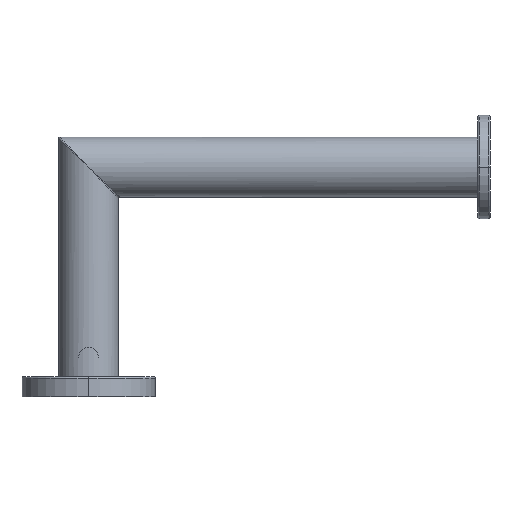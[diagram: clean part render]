
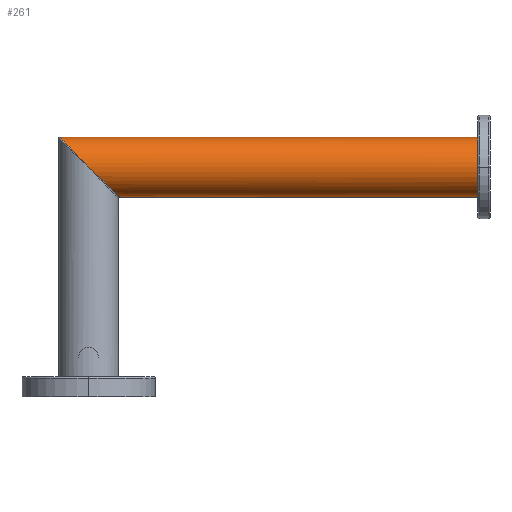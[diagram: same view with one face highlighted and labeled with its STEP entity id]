
A CAD part, front view. The second image highlights one B-rep face of the part: STEP entity #261.
In plain terms, the highlighted cylindrical face has radius 9.995 mm (diameter 19.99 mm), a partial arc.
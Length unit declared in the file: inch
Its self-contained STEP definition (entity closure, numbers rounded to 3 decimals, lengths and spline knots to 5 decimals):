
#70=DIRECTION('',(1.,0.,0.));
#71=VECTOR('',#70,5.4915);
#72=CARTESIAN_POINT('',(-0.3735,0.,
3.1495));
#73=LINE('',#72,#71);
#74=CARTESIAN_POINT('',(5.118,0.,2.756));
#75=DIRECTION('',(1.,0.,0.));
#76=DIRECTION('',(0.,0.,1.));
#77=AXIS2_PLACEMENT_3D('',#74,#75,#76);
#79=CARTESIAN_POINT('',(0.4135,0.,2.3625));
#80=CARTESIAN_POINT('',(0.4135,-0.01827,2.3625));
#81=CARTESIAN_POINT('',(0.41081,-0.05544,2.36506));
#82=CARTESIAN_POINT('',(0.39812,-0.11156,2.37714));
#83=CARTESIAN_POINT('',(0.37586,-0.16791,2.39832));
#84=CARTESIAN_POINT('',(0.34242,-0.2239,2.43014));
#85=CARTESIAN_POINT('',(0.29689,-0.27687,2.47347));
#86=CARTESIAN_POINT('',(0.23952,-0.32354,2.52807));
#87=CARTESIAN_POINT('',(0.17029,-0.36154,2.59395));
#88=CARTESIAN_POINT('',(0.08751,-0.38759,2.67272));
#89=CARTESIAN_POINT('',(0.02971,-0.39349,2.72773));
#90=CARTESIAN_POINT('',(0.,-0.3935,2.756));
#92=CARTESIAN_POINT('',(-0.3735,0.,
3.1495));
#93=CARTESIAN_POINT('',(-0.3735,-0.02087,
3.1495));
#94=CARTESIAN_POINT('',(-0.37032,-0.06339,
3.14615));
#95=CARTESIAN_POINT('',(-0.35534,-0.12724,
3.13037));
#96=CARTESIAN_POINT('',(-0.32905,-0.19069,
3.10266));
#97=CARTESIAN_POINT('',(-0.28972,-0.25232,
3.06123));
#98=CARTESIAN_POINT('',(-0.23605,-0.30849,
3.00469));
#99=CARTESIAN_POINT('',(-0.16933,-0.35457,
2.93439));
#100=CARTESIAN_POINT('',(-0.08527,-0.38686,
2.84584));
#101=CARTESIAN_POINT('',(-0.02876,-0.39349,
2.7863));
#102=CARTESIAN_POINT('',(0.,-0.3935,
2.756));
#129=DIRECTION('',(1.,0.,0.));
#130=VECTOR('',#129,4.7045);
#131=CARTESIAN_POINT('',(0.4135,0.,
2.3625));
#132=LINE('',#131,#130);
#192=CARTESIAN_POINT('',(5.118,0.,3.1495));
#193=CARTESIAN_POINT('',(5.118,0.,2.3625));
#194=VERTEX_POINT('',#192);
#195=VERTEX_POINT('',#193);
#198=CARTESIAN_POINT('',(-0.3735,0.,
3.1495));
#199=VERTEX_POINT('',#198);
#201=VERTEX_POINT('',#102);
#204=CARTESIAN_POINT('',(0.4135,0.,
2.3625));
#205=VERTEX_POINT('',#204);
#244=CARTESIAN_POINT('',(0.,0.,2.756));
#245=DIRECTION('',(1.,0.,0.));
#246=DIRECTION('',(0.,0.,1.));
#247=AXIS2_PLACEMENT_3D('',#244,#245,#246);
#248=CYLINDRICAL_SURFACE('',#247,0.3935);
#250=ORIENTED_EDGE('',*,*,#249,.T.);
#252=ORIENTED_EDGE('',*,*,#251,.T.);
#254=ORIENTED_EDGE('',*,*,#253,.F.);
#256=ORIENTED_EDGE('',*,*,#255,.T.);
#258=ORIENTED_EDGE('',*,*,#257,.F.);
#259=EDGE_LOOP('',(#250,#252,#254,#256,#258));
#260=FACE_OUTER_BOUND('',#259,.F.);
#261=ADVANCED_FACE('',(#260),#248,.T.);
#78=CIRCLE('',#77,0.3935);
#91=B_SPLINE_CURVE_WITH_KNOTS('',3,(#79,#80,#81,#82,#83,#84,#85,#86,#87,#88,#89,
#90),.UNSPECIFIED.,.F.,.F.,(4,1,1,1,1,1,1,1,1,4),(0.,0.11111,
0.22222,0.33333,0.44444,0.55556,
0.66667,0.77778,0.88889,1.),.UNSPECIFIED.);
#103=B_SPLINE_CURVE_WITH_KNOTS('',3,(#92,#93,#94,#95,#96,#97,#98,#99,#100,#101,
#102),.UNSPECIFIED.,.F.,.F.,(4,1,1,1,1,1,1,1,4),(0.,0.125,0.25,0.375,
0.5,0.625,0.75,0.875,1.),.UNSPECIFIED.);
#249=EDGE_CURVE('',#199,#194,#73,.T.);
#251=EDGE_CURVE('',#194,#195,#78,.T.);
#253=EDGE_CURVE('',#205,#195,#132,.T.);
#255=EDGE_CURVE('',#205,#201,#91,.T.);
#257=EDGE_CURVE('',#199,#201,#103,.T.);
